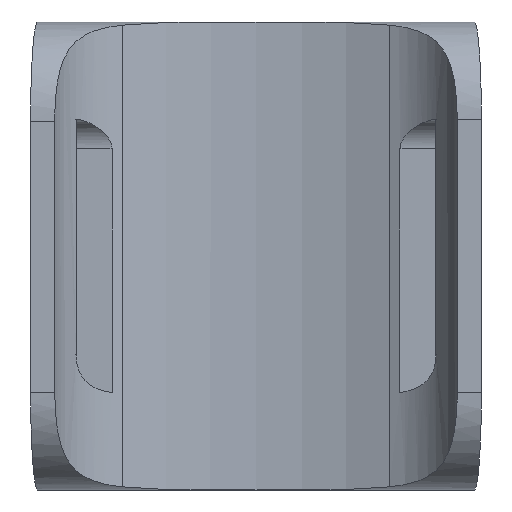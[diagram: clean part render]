
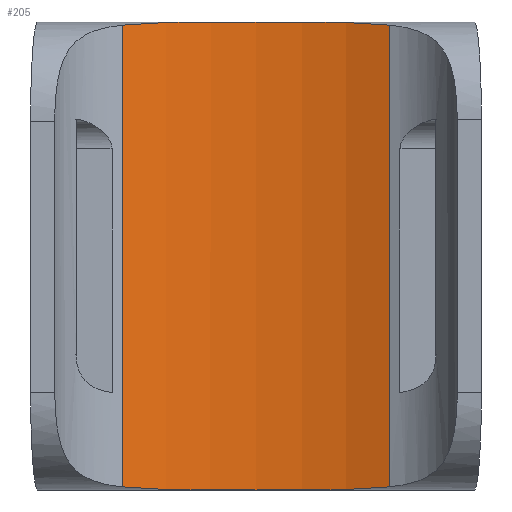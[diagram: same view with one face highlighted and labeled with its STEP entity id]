
A CAD part, front view. The second image highlights one B-rep face of the part: STEP entity #205.
In plain terms, the highlighted face is a extrusion surface.
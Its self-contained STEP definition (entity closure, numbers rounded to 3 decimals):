
#32=CARTESIAN_POINT('',(-80.,9.,24.));
#33=VERTEX_POINT('',#32);
#34=CARTESIAN_POINT('',(-86.855,7.745,23.84));
#35=VERTEX_POINT('',#34);
#36=CARTESIAN_POINT('',(-80.,9.,24.));
#37=CARTESIAN_POINT('',(-80.583,9.,24.));
#38=CARTESIAN_POINT('',(-81.164,8.975,24.));
#39=CARTESIAN_POINT('',(-81.744,8.926,23.999));
#40=CARTESIAN_POINT('',(-82.325,8.876,23.999));
#41=CARTESIAN_POINT('',(-82.903,8.801,23.997));
#42=CARTESIAN_POINT('',(-83.48,8.699,23.991));
#43=CARTESIAN_POINT('',(-83.769,8.648,23.988));
#44=CARTESIAN_POINT('',(-84.057,8.59,23.984));
#45=CARTESIAN_POINT('',(-84.343,8.525,23.977));
#46=CARTESIAN_POINT('',(-84.629,8.461,23.971));
#47=CARTESIAN_POINT('',(-84.913,8.389,23.963));
#48=CARTESIAN_POINT('',(-85.195,8.31,23.952));
#49=CARTESIAN_POINT('',(-85.758,8.152,23.93));
#50=CARTESIAN_POINT('',(-86.312,7.966,23.897));
#51=CARTESIAN_POINT('',(-86.855,7.745,23.84));
#52=B_SPLINE_CURVE_WITH_KNOTS('',3,(#36,#37,#38,#39,#40,#41,#42,#43,#44,#45,#46,#47,#48,#49,#50,#51),.UNSPECIFIED.,.F.,.F.,(4,3,3,3,3,4),(0.007,0.009,0.01,0.011,0.012,0.014),.UNSPECIFIED.);
#53=EDGE_CURVE('',#33,#35,#52,.T.);
#126=CARTESIAN_POINT('',(-80.,2.,24.));
#127=DIRECTION('',(0.,0.,1.));
#128=DIRECTION('',(-1.,0.,0.));
#129=AXIS2_PLACEMENT_3D('',#126,#127,#128);
#130=ELLIPSE('',#129,12.,7.);
#131=DIRECTION('',(-0.,-0.,-1.));
#132=VECTOR('',#131,1.);
#133=SURFACE_OF_LINEAR_EXTRUSION('',#130,#132);
#134=CARTESIAN_POINT('',(-86.855,7.745,0.16));
#135=VERTEX_POINT('',#134);
#136=CARTESIAN_POINT('',(-86.855,7.745,23.84));
#137=DIRECTION('',(0.,0.,-1.));
#138=VECTOR('',#137,23.68);
#139=LINE('',#136,#138);
#140=EDGE_CURVE('',#35,#135,#139,.T.);
#141=ORIENTED_EDGE('',*,*,#140,.T.);
#142=CARTESIAN_POINT('',(-80.,9.,0.));
#143=VERTEX_POINT('',#142);
#144=CARTESIAN_POINT('',(-86.855,7.745,0.16));
#145=CARTESIAN_POINT('',(-86.311,7.966,0.103));
#146=CARTESIAN_POINT('',(-85.758,8.152,0.07));
#147=CARTESIAN_POINT('',(-85.198,8.309,0.048));
#148=CARTESIAN_POINT('',(-84.638,8.466,0.026));
#149=CARTESIAN_POINT('',(-84.071,8.594,0.015));
#150=CARTESIAN_POINT('',(-83.497,8.696,0.009));
#151=CARTESIAN_POINT('',(-82.924,8.798,0.003));
#152=CARTESIAN_POINT('',(-82.345,8.874,0.001));
#153=CARTESIAN_POINT('',(-81.76,8.924,0.001));
#154=CARTESIAN_POINT('',(-81.175,8.975,0.));
#155=CARTESIAN_POINT('',(-80.588,9.,0.));
#156=CARTESIAN_POINT('',(-80.,9.,0.));
#157=B_SPLINE_CURVE_WITH_KNOTS('',3,(#144,#145,#146,#147,#148,#149,#150,#151,#152,#153,#154,#155,#156),.UNSPECIFIED.,.F.,.F.,(4,3,3,3,4),(0.,0.002,0.003,0.005,0.007),.UNSPECIFIED.);
#158=EDGE_CURVE('',#135,#143,#157,.T.);
#159=ORIENTED_EDGE('',*,*,#158,.T.);
#160=CARTESIAN_POINT('',(-73.145,7.745,0.16));
#161=VERTEX_POINT('',#160);
#162=CARTESIAN_POINT('',(-80.,9.,0.));
#163=CARTESIAN_POINT('',(-79.409,9.,-0.));
#164=CARTESIAN_POINT('',(-78.823,8.975,0.));
#165=CARTESIAN_POINT('',(-78.242,8.924,0.001));
#166=CARTESIAN_POINT('',(-77.66,8.874,0.001));
#167=CARTESIAN_POINT('',(-77.083,8.799,0.003));
#168=CARTESIAN_POINT('',(-76.511,8.698,0.009));
#169=CARTESIAN_POINT('',(-75.939,8.596,0.015));
#170=CARTESIAN_POINT('',(-75.372,8.469,0.026));
#171=CARTESIAN_POINT('',(-74.811,8.312,0.048));
#172=CARTESIAN_POINT('',(-74.249,8.155,0.069));
#173=CARTESIAN_POINT('',(-73.693,7.968,0.102));
#174=CARTESIAN_POINT('',(-73.145,7.745,0.16));
#175=B_SPLINE_CURVE_WITH_KNOTS('',3,(#162,#163,#164,#165,#166,#167,#168,#169,#170,#171,#172,#173,#174),.UNSPECIFIED.,.F.,.F.,(4,3,3,3,4),(0.,0.002,0.003,0.005,0.007),.UNSPECIFIED.);
#176=EDGE_CURVE('',#143,#161,#175,.T.);
#177=ORIENTED_EDGE('',*,*,#176,.T.);
#178=CARTESIAN_POINT('',(-73.145,7.745,23.84));
#179=VERTEX_POINT('',#178);
#180=CARTESIAN_POINT('',(-73.145,7.745,0.16));
#181=DIRECTION('',(-0.,-0.,1.));
#182=VECTOR('',#181,23.68);
#183=LINE('',#180,#182);
#184=EDGE_CURVE('',#161,#179,#183,.T.);
#185=ORIENTED_EDGE('',*,*,#184,.T.);
#186=CARTESIAN_POINT('',(-73.145,7.745,23.84));
#187=CARTESIAN_POINT('',(-73.69,7.967,23.897));
#188=CARTESIAN_POINT('',(-74.243,8.153,23.93));
#189=CARTESIAN_POINT('',(-74.804,8.31,23.952));
#190=CARTESIAN_POINT('',(-75.365,8.467,23.974));
#191=CARTESIAN_POINT('',(-75.932,8.595,23.985));
#192=CARTESIAN_POINT('',(-76.506,8.697,23.991));
#193=CARTESIAN_POINT('',(-77.08,8.799,23.997));
#194=CARTESIAN_POINT('',(-77.659,8.874,23.999));
#195=CARTESIAN_POINT('',(-78.245,8.925,23.999));
#196=CARTESIAN_POINT('',(-78.831,8.975,24.));
#197=CARTESIAN_POINT('',(-79.416,9.,24.));
#198=CARTESIAN_POINT('',(-80.,9.,24.));
#199=B_SPLINE_CURVE_WITH_KNOTS('',3,(#186,#187,#188,#189,#190,#191,#192,#193,#194,#195,#196,#197,#198),.UNSPECIFIED.,.F.,.F.,(4,3,3,3,4),(0.,0.002,0.003,0.005,0.007),.UNSPECIFIED.);
#200=EDGE_CURVE('',#179,#33,#199,.T.);
#201=ORIENTED_EDGE('',*,*,#200,.T.);
#202=ORIENTED_EDGE('',*,*,#53,.T.);
#203=EDGE_LOOP('',(#141,#159,#177,#185,#201,#202));
#204=FACE_BOUND('',#203,.T.);
#205=ADVANCED_FACE('',(#204),#133,.T.);
